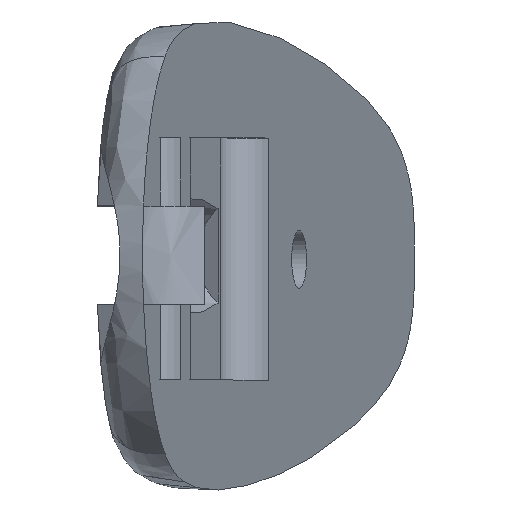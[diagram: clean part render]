
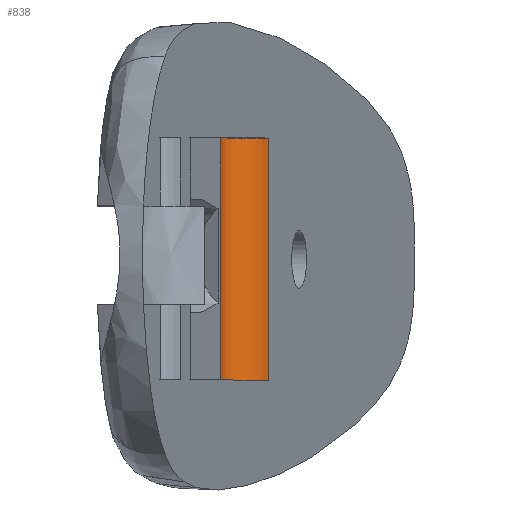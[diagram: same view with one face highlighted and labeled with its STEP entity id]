
A CAD part, top view. The second image highlights one B-rep face of the part: STEP entity #838.
In plain terms, the highlighted cylindrical face has radius 1.35 mm (diameter 2.7 mm), a partial arc.
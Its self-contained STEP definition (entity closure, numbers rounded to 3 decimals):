
#76=CIRCLE('',#928,1.35);
#77=CIRCLE('',#929,1.35);
#92=CYLINDRICAL_SURFACE('',#927,1.35);
#130=FACE_OUTER_BOUND('',#179,.T.);
#179=EDGE_LOOP('',(#765,#766,#767,#768));
#242=LINE('',#2004,#293);
#268=LINE('',#2336,#319);
#293=VECTOR('',#978,10.);
#319=VECTOR('',#1076,10.);
#369=VERTEX_POINT('',#2001);
#370=VERTEX_POINT('',#2003);
#404=VERTEX_POINT('',#2333);
#405=VERTEX_POINT('',#2335);
#462=EDGE_CURVE('',#369,#370,#242,.T.);
#515=EDGE_CURVE('',#404,#405,#268,.T.);
#535=EDGE_CURVE('',#369,#405,#76,.T.);
#536=EDGE_CURVE('',#404,#370,#77,.T.);
#765=ORIENTED_EDGE('',*,*,#462,.F.);
#766=ORIENTED_EDGE('',*,*,#535,.T.);
#767=ORIENTED_EDGE('',*,*,#515,.F.);
#768=ORIENTED_EDGE('',*,*,#536,.T.);
#838=ADVANCED_FACE('',(#130),#92,.F.);
#927=AXIS2_PLACEMENT_3D('',#2385,#1121,#1122);
#928=AXIS2_PLACEMENT_3D('',#2386,#1123,#1124);
#929=AXIS2_PLACEMENT_3D('',#2387,#1125,#1126);
#978=DIRECTION('',(0.,-1.,0.));
#1076=DIRECTION('',(0.,1.,0.));
#1121=DIRECTION('center_axis',(0.,1.,0.));
#1122=DIRECTION('ref_axis',(1.,0.,0.));
#1123=DIRECTION('center_axis',(0.,1.,0.));
#1124=DIRECTION('ref_axis',(1.,0.,0.));
#1125=DIRECTION('center_axis',(0.,-1.,0.));
#1126=DIRECTION('ref_axis',(1.,0.,0.));
#2001=CARTESIAN_POINT('',(28.888,5.817,-3.186));
#2003=CARTESIAN_POINT('',(28.888,-2.583,-3.186));
#2004=CARTESIAN_POINT('',(28.888,-2.383,-3.186));
#2333=CARTESIAN_POINT('',(27.235,-2.583,-2.231));
#2335=CARTESIAN_POINT('',(27.235,5.817,-2.231));
#2336=CARTESIAN_POINT('',(27.235,-2.383,-2.231));
#2385=CARTESIAN_POINT('Origin',(28.539,-2.383,-1.882));
#2386=CARTESIAN_POINT('Origin',(28.539,5.817,-1.882));
#2387=CARTESIAN_POINT('Origin',(28.539,-2.583,-1.882));
